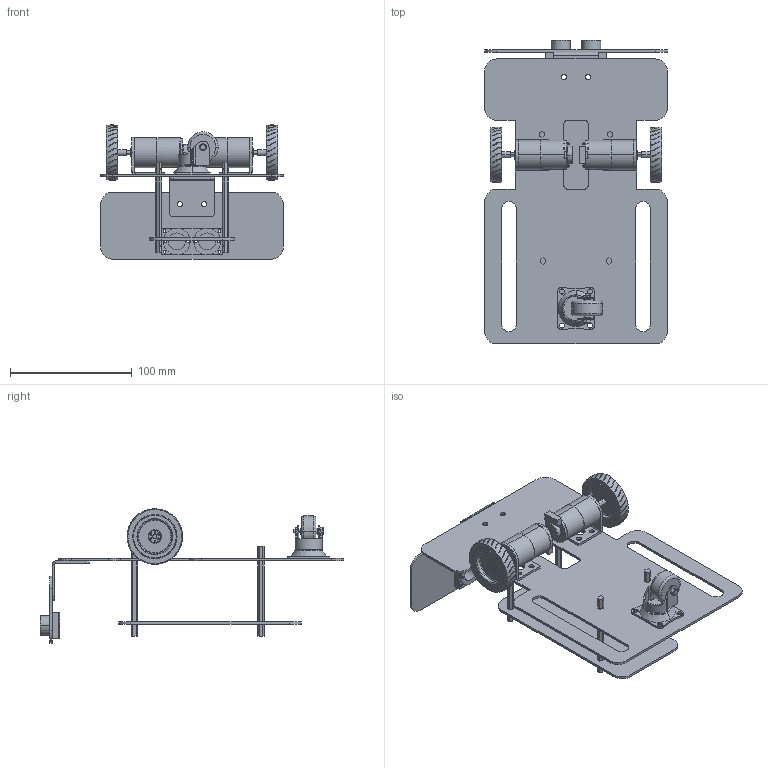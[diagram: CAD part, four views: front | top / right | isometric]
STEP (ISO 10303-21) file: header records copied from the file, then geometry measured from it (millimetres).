
FILE_DESCRIPTION (( 'STEP AP214' ), '1' );
FILE_NAME ('蚾饜极.STEP', '2025-11-15T15:09:18', ( '' ), ( '' ), 'SwSTEP 2.0', 'SolidWorks 2025', '' );
FILE_SCHEMA (( 'AUTOMOTIVE_DESIGN' ));
Length unit declared in the file: millimetre
Products named in the file (20): 前板; 支撑螺柱; _________2_1730178448855.STEP.STEP; 直流电机_mg310电机(霍尔).stp; DELB-0-D25-N万向轮.STEP; 电机联轴1.0; 支撑螺帽; 底板; 前板连接钣金; 支撑装配; 车轮; _________3_1730178448855_DELB-0.STEP.STEP; _________1_1730178448855_DELB-0.STEP.STEP; 超声波发射器; 电机支架; 电机联轴帽; DELB-0-D25-N万向轮; 超声波信号板; 固定板; 装配体
Assembly tree (29 placements, depth 4):
  装配体
    底板
    DELB-0-D25-N万向轮
      DELB-0-D25-N万向轮.STEP
        _________1_1730178448855_DELB-0.STEP.STEP
        _________3_1730178448855_DELB-0.STEP.STEP
        _________2_1730178448855.STEP.STEP
    固定板
    前板连接钣金
    前板
    超声波信号板
    超声波发射器  x2
    电机支架  x2
    直流电机_mg310电机(霍尔).stp  x2
    车轮  x2
    电机联轴帽  x2
    电机联轴1.0  x2
    支撑装配  x4
      支撑螺柱
      支撑螺帽
Bounding box: 150 x 249.5 x 110.25 mm (x, y, z)
Volume: 181699.9 mm3; surface area: 156823.8 mm2
Topology: 39 solids, 45 shells, 1207 faces, 2904 edges, 1922 vertices
Faces by surface type: cylinder 534, plane 457, cone 106, bspline 68, torus 42
Entity records: 28625 total; most frequent: CARTESIAN_POINT 10462, DIRECTION 3831, ORIENTED_EDGE 3458, EDGE_CURVE 1729, AXIS2_PLACEMENT_3D 1510, VERTEX_POINT 1143, EDGE_LOOP 954, LINE 811
